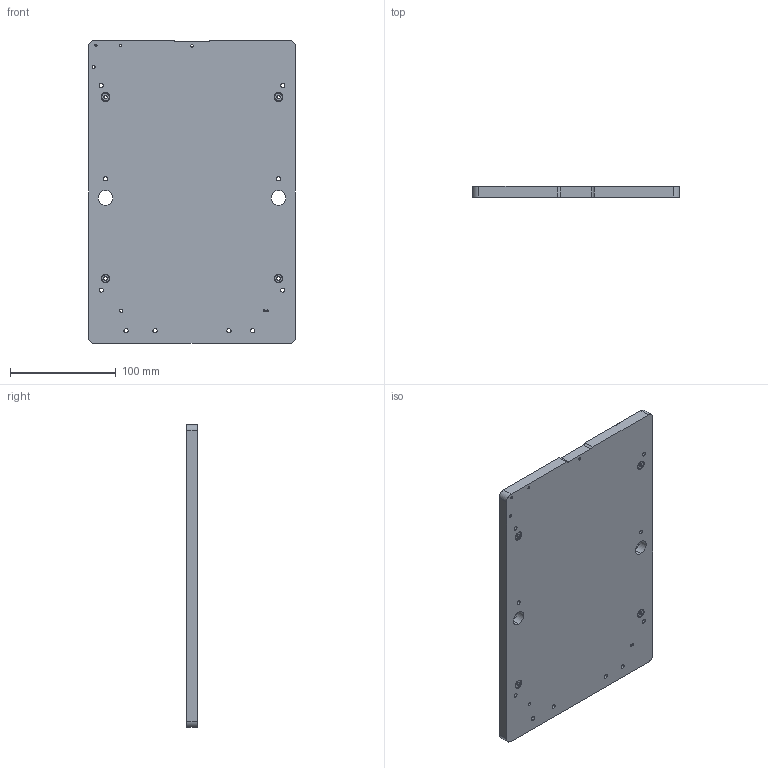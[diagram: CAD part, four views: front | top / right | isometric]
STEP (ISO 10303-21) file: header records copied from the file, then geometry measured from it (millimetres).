
FILE_DESCRIPTION (( 'STEP AP214' ), '1' );
FILE_NAME ('45897~3.STEP', '2020-10-15T06:08:40', ( '' ), ( '' ), 'SwSTEP 2.0', 'SolidWorks 2018', '' );
FILE_SCHEMA (( 'AUTOMOTIVE_DESIGN' ));
Length unit declared in the file: millimetre
Products named in the file (1): 45897~3
Bounding box: 196 x 10 x 287 mm (x, y, z)
Volume: 551314.4 mm3; surface area: 128148.6 mm2
Topology: 6 solids, 6 shells, 899 faces, 2098 edges, 1388 vertices
Faces by surface type: plane 711, cylinder 160, torus 20, cone 8
Entity records: 33480 total; most frequent: DIRECTION 4590, CARTESIAN_POINT 4392, ORIENTED_EDGE 4196, EDGE_CURVE 2098, AXIS2_PLACEMENT_3D 1594, LINE 1402, VECTOR 1402, VERTEX_POINT 1388
